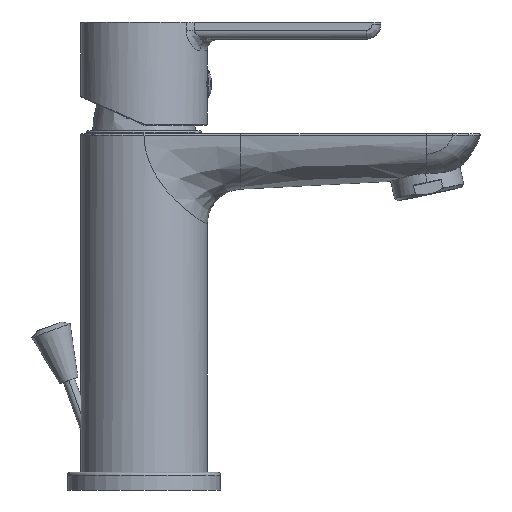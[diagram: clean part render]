
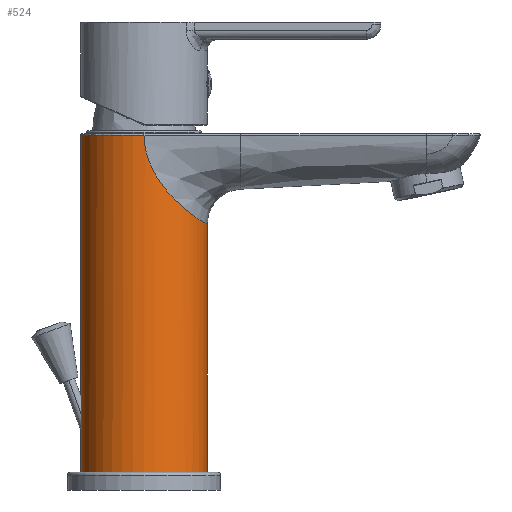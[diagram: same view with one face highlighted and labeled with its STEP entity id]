
A CAD part, front view. The second image highlights one B-rep face of the part: STEP entity #524.
In plain terms, the highlighted cylindrical face has radius 21.5 mm (diameter 43 mm), a partial arc.
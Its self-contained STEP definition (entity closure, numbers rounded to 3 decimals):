
#204=CARTESIAN_POINT('Vertex',(21.5,0.,-30.792)) ;
#380=CARTESIAN_POINT('Vertex',(0.003,-21.5,-0.4)) ;
#384=CARTESIAN_POINT('Control Point',(0.003,-21.5,-0.4)) ;
#385=CARTESIAN_POINT('Control Point',(0.01,-21.5,-0.793)) ;
#386=CARTESIAN_POINT('Control Point',(0.043,-21.5,-1.712)) ;
#387=CARTESIAN_POINT('Control Point',(0.226,-21.5,-3.677)) ;
#388=CARTESIAN_POINT('Control Point',(0.534,-21.495,-5.339)) ;
#389=CARTESIAN_POINT('Control Point',(0.819,-21.484,-6.464)) ;
#390=CARTESIAN_POINT('Control Point',(0.846,-21.483,-6.568)) ;
#391=CARTESIAN_POINT('Vertex',(0.846,-21.483,-6.568)) ;
#395=CARTESIAN_POINT('Control Point',(0.846,-21.483,-6.568)) ;
#396=CARTESIAN_POINT('Control Point',(1.107,-21.473,-7.57)) ;
#397=CARTESIAN_POINT('Control Point',(1.426,-21.457,-8.556)) ;
#398=CARTESIAN_POINT('Control Point',(1.796,-21.426,-9.522)) ;
#399=CARTESIAN_POINT('Vertex',(1.796,-21.426,-9.522)) ;
#403=CARTESIAN_POINT('Control Point',(1.796,-21.426,-9.522)) ;
#404=CARTESIAN_POINT('Control Point',(2.141,-21.397,-10.421)) ;
#405=CARTESIAN_POINT('Control Point',(2.567,-21.352,-11.387)) ;
#406=CARTESIAN_POINT('Control Point',(3.039,-21.284,-12.327)) ;
#407=CARTESIAN_POINT('Control Point',(3.081,-21.278,-12.408)) ;
#408=CARTESIAN_POINT('Vertex',(3.081,-21.278,-12.408)) ;
#412=CARTESIAN_POINT('Control Point',(3.081,-21.278,-12.408)) ;
#413=CARTESIAN_POINT('Control Point',(3.991,-21.146,-14.2)) ;
#414=CARTESIAN_POINT('Control Point',(5.11,-20.921,-15.962)) ;
#415=CARTESIAN_POINT('Control Point',(6.34,-20.544,-17.606)) ;
#416=CARTESIAN_POINT('Control Point',(6.383,-20.531,-17.664)) ;
#417=CARTESIAN_POINT('Vertex',(6.383,-20.531,-17.664)) ;
#421=CARTESIAN_POINT('Control Point',(6.383,-20.531,-17.664)) ;
#422=CARTESIAN_POINT('Control Point',(7.585,-20.158,-19.261)) ;
#423=CARTESIAN_POINT('Control Point',(8.918,-19.628,-20.779)) ;
#424=CARTESIAN_POINT('Control Point',(10.282,-18.885,-22.158)) ;
#425=CARTESIAN_POINT('Control Point',(10.311,-18.869,-22.187)) ;
#426=CARTESIAN_POINT('Vertex',(10.311,-18.869,-22.187)) ;
#430=CARTESIAN_POINT('Control Point',(10.311,-18.869,-22.188)) ;
#431=CARTESIAN_POINT('Control Point',(11.665,-18.127,-23.554)) ;
#432=CARTESIAN_POINT('Control Point',(14.456,-16.204,-26.037)) ;
#433=CARTESIAN_POINT('Control Point',(16.97,-13.351,-27.885)) ;
#434=CARTESIAN_POINT('Control Point',(18.048,-11.688,-28.628)) ;
#435=CARTESIAN_POINT('Control Point',(18.054,-11.678,-28.633)) ;
#436=CARTESIAN_POINT('Vertex',(18.054,-11.678,-28.633)) ;
#440=CARTESIAN_POINT('Control Point',(18.054,-11.678,-28.633)) ;
#441=CARTESIAN_POINT('Control Point',(19.117,-10.036,-29.365)) ;
#442=CARTESIAN_POINT('Control Point',(19.989,-8.184,-29.908)) ;
#443=CARTESIAN_POINT('Control Point',(20.583,-6.213,-30.264)) ;
#444=CARTESIAN_POINT('Vertex',(20.583,-6.213,-30.264)) ;
#448=CARTESIAN_POINT('Control Point',(20.583,-6.213,-30.264)) ;
#449=CARTESIAN_POINT('Control Point',(20.585,-6.208,-30.265)) ;
#450=CARTESIAN_POINT('Control Point',(21.184,-4.217,-30.623)) ;
#451=CARTESIAN_POINT('Control Point',(21.5,-2.106,-30.79)) ;
#452=CARTESIAN_POINT('Control Point',(21.5,0.,-30.792)) ;
#468=CARTESIAN_POINT('Axis2P3D Location',(0.,0.,0.)) ;
#474=CARTESIAN_POINT('Control Point',(0.,-21.5,-0.4)) ;
#475=CARTESIAN_POINT('Control Point',(-6.754,-21.5,-0.4)) ;
#476=CARTESIAN_POINT('Control Point',(-13.515,-18.855,-0.4)) ;
#477=CARTESIAN_POINT('Control Point',(-18.855,-13.515,-0.4)) ;
#478=CARTESIAN_POINT('Control Point',(-21.5,-6.754,-0.4)) ;
#479=CARTESIAN_POINT('Control Point',(-21.5,0.,-0.4)) ;
#480=CARTESIAN_POINT('Vertex',(-21.5,0.,-0.4)) ;
#483=CARTESIAN_POINT('Line Origine',(-21.5,0.,0.)) ;
#487=CARTESIAN_POINT('Vertex',(-21.5,0.,-115.)) ;
#490=CARTESIAN_POINT('Axis2P3D Location',(0.,0.,-115.)) ;
#494=CARTESIAN_POINT('Vertex',(0.,-21.5,-115.)) ;
#497=CARTESIAN_POINT('Axis2P3D Location',(0.,0.,-115.)) ;
#501=CARTESIAN_POINT('Vertex',(21.5,0.,-115.)) ;
#504=CARTESIAN_POINT('Line Origine',(21.5,0.,0.)) ;
#485=VECTOR('Line Direction',#484,1.) ;
#506=VECTOR('Line Direction',#505,1.) ;
#469=DIRECTION('Axis2P3D Direction',(-0.,0.,1.)) ;
#470=DIRECTION('Axis2P3D XDirection',(-1.,0.,0.)) ;
#484=DIRECTION('Vector Direction',(0.,0.,1.)) ;
#491=DIRECTION('Axis2P3D Direction',(-0.,0.,1.)) ;
#498=DIRECTION('Axis2P3D Direction',(-0.,0.,1.)) ;
#505=DIRECTION('Vector Direction',(0.,0.,1.)) ;
#471=AXIS2_PLACEMENT_3D('Cylinder Axis2P3D',#468,#469,#470) ;
#492=AXIS2_PLACEMENT_3D('Circle Axis2P3D',#490,#491,$) ;
#499=AXIS2_PLACEMENT_3D('Circle Axis2P3D',#497,#498,$) ;
#486=LINE('Line',#483,#485) ;
#507=LINE('Line',#504,#506) ;
#493=CIRCLE('generated circle',#492,21.5) ;
#500=CIRCLE('generated circle',#499,21.5) ;
#472=CYLINDRICAL_SURFACE('generated cylinder',#471,21.5) ;
#393=EDGE_CURVE('',#392,#381,#383,.F.) ;
#401=EDGE_CURVE('',#400,#392,#394,.F.) ;
#410=EDGE_CURVE('',#409,#400,#402,.F.) ;
#419=EDGE_CURVE('',#418,#409,#411,.F.) ;
#428=EDGE_CURVE('',#427,#418,#420,.F.) ;
#438=EDGE_CURVE('',#437,#427,#429,.F.) ;
#446=EDGE_CURVE('',#445,#437,#439,.F.) ;
#453=EDGE_CURVE('',#205,#445,#447,.F.) ;
#482=EDGE_CURVE('',#381,#481,#473,.T.) ;
#489=EDGE_CURVE('',#481,#488,#486,.F.) ;
#496=EDGE_CURVE('',#488,#495,#493,.T.) ;
#503=EDGE_CURVE('',#495,#502,#500,.T.) ;
#508=EDGE_CURVE('',#502,#205,#507,.T.) ;
#510=ORIENTED_EDGE('',*,*,#482,.T.) ;
#511=ORIENTED_EDGE('',*,*,#489,.T.) ;
#512=ORIENTED_EDGE('',*,*,#496,.T.) ;
#513=ORIENTED_EDGE('',*,*,#503,.T.) ;
#514=ORIENTED_EDGE('',*,*,#508,.T.) ;
#515=ORIENTED_EDGE('',*,*,#453,.T.) ;
#516=ORIENTED_EDGE('',*,*,#446,.T.) ;
#517=ORIENTED_EDGE('',*,*,#438,.T.) ;
#518=ORIENTED_EDGE('',*,*,#428,.T.) ;
#519=ORIENTED_EDGE('',*,*,#419,.T.) ;
#520=ORIENTED_EDGE('',*,*,#410,.T.) ;
#521=ORIENTED_EDGE('',*,*,#401,.T.) ;
#522=ORIENTED_EDGE('',*,*,#393,.T.) ;
#509=EDGE_LOOP('',(#510,#511,#512,#513,#514,#515,#516,#517,#518,#519,#520,#521,#522)) ;
#205=VERTEX_POINT('',#204) ;
#381=VERTEX_POINT('',#380) ;
#392=VERTEX_POINT('',#391) ;
#400=VERTEX_POINT('',#399) ;
#409=VERTEX_POINT('',#408) ;
#418=VERTEX_POINT('',#417) ;
#427=VERTEX_POINT('',#426) ;
#437=VERTEX_POINT('',#436) ;
#445=VERTEX_POINT('',#444) ;
#481=VERTEX_POINT('',#480) ;
#488=VERTEX_POINT('',#487) ;
#495=VERTEX_POINT('',#494) ;
#502=VERTEX_POINT('',#501) ;
#524=ADVANCED_FACE('Admi0E60B472km4h.1\\MANIFOLD_SOLID_BREP #2905',(#523),#472,.T.) ;
#383=B_SPLINE_CURVE_WITH_KNOTS('',3,(#384,#385,#386,#387,#388,#389,#390),.UNSPECIFIED.,.F.,.U.,(4,1,1,1,4),(0.313,1.234,2.468,4.937,5.189),.UNSPECIFIED.) ;
#394=B_SPLINE_CURVE_WITH_KNOTS('',3,(#395,#396,#397,#398),.UNSPECIFIED.,.F.,.U.,(4,4),(5.189,7.615),.UNSPECIFIED.) ;
#402=B_SPLINE_CURVE_WITH_KNOTS('',3,(#403,#404,#405,#406,#407),.UNSPECIFIED.,.F.,.U.,(4,1,4),(7.615,9.873,10.087),.UNSPECIFIED.) ;
#411=B_SPLINE_CURVE_WITH_KNOTS('',3,(#412,#413,#414,#415,#416),.UNSPECIFIED.,.F.,.U.,(4,1,4),(10.087,14.81,14.981),.UNSPECIFIED.) ;
#420=B_SPLINE_CURVE_WITH_KNOTS('',3,(#421,#422,#423,#424,#425),.UNSPECIFIED.,.F.,.U.,(4,1,4),(14.981,19.746,19.849),.UNSPECIFIED.) ;
#429=B_SPLINE_CURVE_WITH_KNOTS('',3,(#430,#431,#432,#433,#434,#435),.UNSPECIFIED.,.F.,.U.,(4,1,1,4),(19.85,24.683,29.619,29.647),.UNSPECIFIED.) ;
#439=B_SPLINE_CURVE_WITH_KNOTS('',3,(#440,#441,#442,#443),.UNSPECIFIED.,.F.,.U.,(4,4),(29.647,34.544),.UNSPECIFIED.) ;
#447=B_SPLINE_CURVE_WITH_KNOTS('',3,(#448,#449,#450,#451,#452),.UNSPECIFIED.,.F.,.U.,(4,1,4),(34.544,34.556,39.492),.UNSPECIFIED.) ;
#473=B_SPLINE_CURVE_WITH_KNOTS('',5,(#474,#475,#476,#477,#478,#479),.UNSPECIFIED.,.F.,.U.,(6,6),(0.,47.761),.UNSPECIFIED.) ;
#523=FACE_OUTER_BOUND('',#509,.T.) ;
